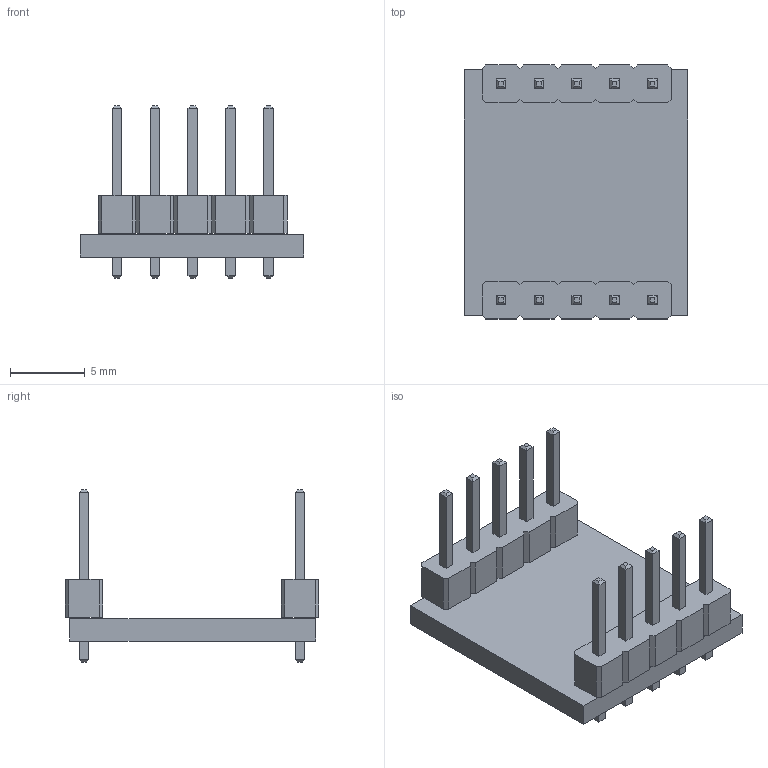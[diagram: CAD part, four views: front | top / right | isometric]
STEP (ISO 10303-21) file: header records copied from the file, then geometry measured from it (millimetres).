
FILE_DESCRIPTION(('KiCad electronic assembly'),'2;1');
FILE_NAME('proximity.step','2025-11-09T15:31:44',('Pcbnew'),('Kicad'), 'Open CASCADE STEP processor 7.8','KiCad to STEP converter','Unknown' );
FILE_SCHEMA(('AUTOMOTIVE_DESIGN { 1 0 10303 214 1 1 1 1 }'));
Length unit declared in the file: millimetre
Products named in the file (3): proximity 1; PinHeader_1x05_P2.54mm_Vertical; proximity_PCB
Assembly tree (3 placements, depth 2):
  proximity 1
    PinHeader_1x05_P2.54mm_Vertical  x2
    proximity_PCB
Bounding box: 15 x 17.04 x 11.54 mm (x, y, z)
Volume: 558.8 mm3; surface area: 1133.4 mm2
Topology: 3 solids, 3 shells, 264 faces, 634 edges, 396 vertices
Faces by surface type: plane 254, cylinder 10
Full cylindrical faces by diameter (mm): 1 x10
Entity records: 4934 total; most frequent: CARTESIAN_POINT 694, ORIENTED_EDGE 676, DIRECTION 646, EDGE_CURVE 338, LINE 318, VECTOR 318, VERTEX_POINT 212, FACE_BOUND 170
